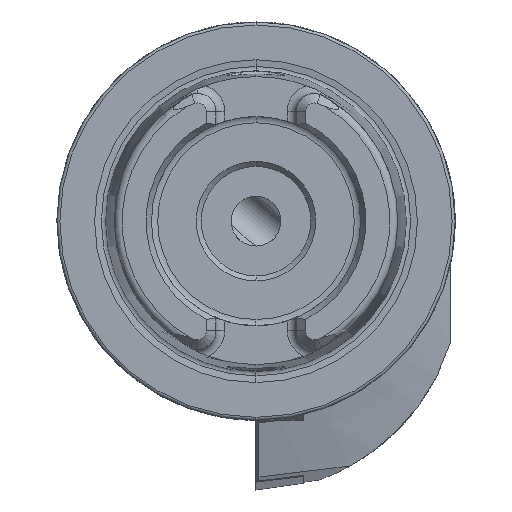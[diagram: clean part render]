
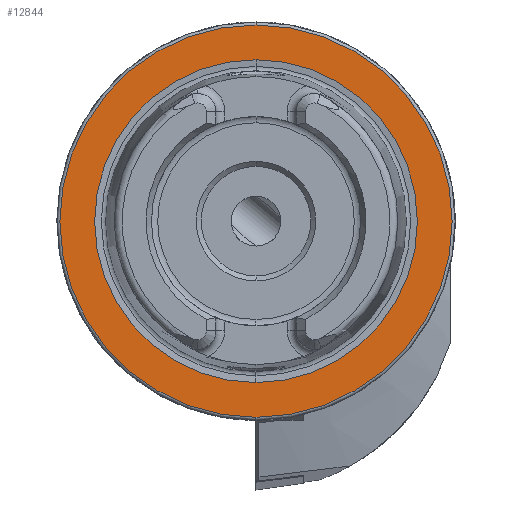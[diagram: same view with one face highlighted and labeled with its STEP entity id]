
A CAD part, left-side view. The second image highlights one B-rep face of the part: STEP entity #12844.
In plain terms, the highlighted planar face has unit normal (-1, 0, 0).
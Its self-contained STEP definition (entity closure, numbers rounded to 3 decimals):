
#371 = EDGE_LOOP ( 'NONE', ( #6887, #1919 ) ) ;
#1659 = DIRECTION ( 'NONE',  ( 0., 0., 1. ) ) ;
#1919 = ORIENTED_EDGE ( 'NONE', *, *, #14640, .F. ) ;
#2065 = CIRCLE ( 'NONE', #4094, 19.7 ) ;
#3798 = CARTESIAN_POINT ( 'NONE',  ( 0., 0., -19.7 ) ) ;
#3847 = CARTESIAN_POINT ( 'NONE',  ( 0., 0., 0. ) ) ;
#3926 = VERTEX_POINT ( 'NONE', #5595 ) ;
#4094 = AXIS2_PLACEMENT_3D ( 'NONE', #9118, #8017, #13991 ) ;
#4352 = CIRCLE ( 'NONE', #4682, 19.7 ) ;
#4518 = AXIS2_PLACEMENT_3D ( 'NONE', #11625, #8423, #14466 ) ;
#4682 = AXIS2_PLACEMENT_3D ( 'NONE', #13689, #6302, #1659 ) ;
#4839 = AXIS2_PLACEMENT_3D ( 'NONE', #3847, #12285, #5033 ) ;
#5033 = DIRECTION ( 'NONE',  ( 0., 0., 1. ) ) ;
#5261 = FACE_OUTER_BOUND ( 'NONE', #7782, .T. ) ;
#5360 = ORIENTED_EDGE ( 'NONE', *, *, #8798, .T. ) ;
#5595 = CARTESIAN_POINT ( 'NONE',  ( 0., 0., -16.207 ) ) ;
#6075 = DIRECTION ( 'NONE',  ( 0., 0., 1. ) ) ;
#6302 = DIRECTION ( 'NONE',  ( -1., 0., 0. ) ) ;
#6697 = VERTEX_POINT ( 'NONE', #3798 ) ;
#6728 = CIRCLE ( 'NONE', #4839, 16.207 ) ;
#6887 = ORIENTED_EDGE ( 'NONE', *, *, #14035, .F. ) ;
#7084 = DIRECTION ( 'NONE',  ( -1., 0., 0. ) ) ;
#7782 = EDGE_LOOP ( 'NONE', ( #8350, #5360 ) ) ;
#8017 = DIRECTION ( 'NONE',  ( -1., 0., 0. ) ) ;
#8350 = ORIENTED_EDGE ( 'NONE', *, *, #9351, .T. ) ;
#8423 = DIRECTION ( 'NONE',  ( 1., 0., 0. ) ) ;
#8798 = EDGE_CURVE ( 'NONE', #6697, #8815, #4352, .T. ) ;
#8815 = VERTEX_POINT ( 'NONE', #14903 ) ;
#9118 = CARTESIAN_POINT ( 'NONE',  ( 0., 0., 0. ) ) ;
#9188 = CARTESIAN_POINT ( 'NONE',  ( 0., 0., 16.207 ) ) ;
#9351 = EDGE_CURVE ( 'NONE', #8815, #6697, #2065, .T. ) ;
#9788 = FACE_BOUND ( 'NONE', #371, .T. ) ;
#9873 = VERTEX_POINT ( 'NONE', #9188 ) ;
#11625 = CARTESIAN_POINT ( 'NONE',  ( 0., 19.7, 0. ) ) ;
#11834 = CIRCLE ( 'NONE', #13547, 16.207 ) ;
#11944 = CARTESIAN_POINT ( 'NONE',  ( 0., 0., 0. ) ) ;
#12285 = DIRECTION ( 'NONE',  ( -1., 0., 0. ) ) ;
#12844 = ADVANCED_FACE ( 'NONE', ( #9788, #5261 ), #15465, .F. ) ;
#13547 = AXIS2_PLACEMENT_3D ( 'NONE', #11944, #7084, #6075 ) ;
#13689 = CARTESIAN_POINT ( 'NONE',  ( 0., 0., 0. ) ) ;
#13991 = DIRECTION ( 'NONE',  ( 0., 0., 1. ) ) ;
#14035 = EDGE_CURVE ( 'NONE', #9873, #3926, #11834, .T. ) ;
#14466 = DIRECTION ( 'NONE',  ( 0., 0., -1. ) ) ;
#14640 = EDGE_CURVE ( 'NONE', #3926, #9873, #6728, .T. ) ;
#14903 = CARTESIAN_POINT ( 'NONE',  ( 0., 0., 19.7 ) ) ;
#15465 = PLANE ( 'NONE',  #4518 ) ;
